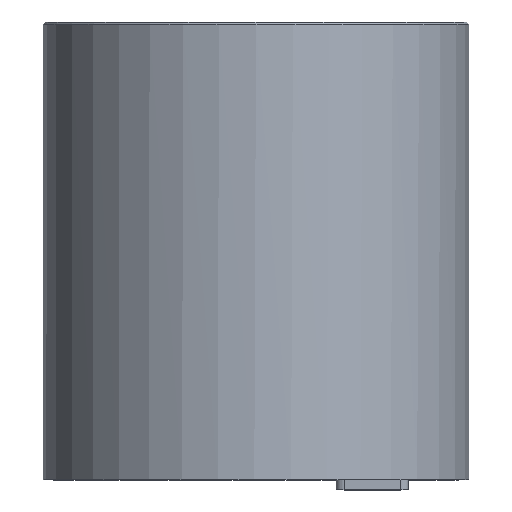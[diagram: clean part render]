
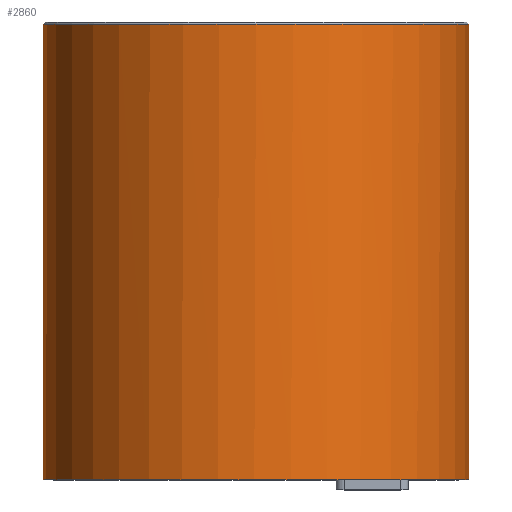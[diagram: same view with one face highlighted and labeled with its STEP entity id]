
A CAD part, top view. The second image highlights one B-rep face of the part: STEP entity #2860.
In plain terms, the highlighted cylindrical face has radius 53 mm (diameter 106 mm), a full revolution.
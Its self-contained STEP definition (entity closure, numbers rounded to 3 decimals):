
#285=FACE_OUTER_BOUND('',#459,.T.);
#459=EDGE_LOOP('',(#2480,#2481,#2482,#2483,#2484,#2485,#2486,#2487,#2488,
#2489));
#654=B_SPLINE_CURVE_WITH_KNOTS('',3,(#5424,#5425,#5426,#5427,#5428,#5429),
 .UNSPECIFIED.,.F.,.F.,(4,2,4),(1.545,1.643,1.752),
 .UNSPECIFIED.);
#655=B_SPLINE_CURVE_WITH_KNOTS('',3,(#5433,#5434,#5435,#5436,#5437,#5438),
 .UNSPECIFIED.,.F.,.F.,(4,2,4),(1.752,1.862,1.96),
 .UNSPECIFIED.);
#670=CIRCLE('',#2965,53.);
#671=CIRCLE('',#2966,53.);
#676=CIRCLE('',#2973,53.);
#678=CIRCLE('',#2977,53.);
#881=LINE('',#5420,#1104);
#882=LINE('',#5422,#1105);
#883=LINE('',#5439,#1106);
#1104=VECTOR('',#3357,53.);
#1105=VECTOR('',#3358,10.);
#1106=VECTOR('',#3361,10.);
#1376=VERTEX_POINT('',#5380);
#1377=VERTEX_POINT('',#5382);
#1378=VERTEX_POINT('',#5384);
#1381=VERTEX_POINT('',#5413);
#1383=VERTEX_POINT('',#5421);
#1384=VERTEX_POINT('',#5423);
#1385=VERTEX_POINT('',#5430);
#1386=VERTEX_POINT('',#5432);
#1749=EDGE_CURVE('',#1377,#1376,#670,.T.);
#1750=EDGE_CURVE('',#1378,#1377,#671,.T.);
#1758=EDGE_CURVE('',#1381,#1381,#676,.T.);
#1760=EDGE_CURVE('',#1381,#1377,#881,.T.);
#1761=EDGE_CURVE('',#1376,#1383,#882,.T.);
#1762=EDGE_CURVE('',#1384,#1383,#654,.T.);
#1763=EDGE_CURVE('',#1384,#1385,#678,.T.);
#1764=EDGE_CURVE('',#1386,#1385,#655,.T.);
#1765=EDGE_CURVE('',#1378,#1386,#883,.T.);
#2480=ORIENTED_EDGE('',*,*,#1758,.F.);
#2481=ORIENTED_EDGE('',*,*,#1760,.T.);
#2482=ORIENTED_EDGE('',*,*,#1749,.T.);
#2483=ORIENTED_EDGE('',*,*,#1761,.T.);
#2484=ORIENTED_EDGE('',*,*,#1762,.F.);
#2485=ORIENTED_EDGE('',*,*,#1763,.T.);
#2486=ORIENTED_EDGE('',*,*,#1764,.F.);
#2487=ORIENTED_EDGE('',*,*,#1765,.F.);
#2488=ORIENTED_EDGE('',*,*,#1750,.T.);
#2489=ORIENTED_EDGE('',*,*,#1760,.F.);
#2733=CYLINDRICAL_SURFACE('',#2976,53.);
#2860=ADVANCED_FACE('',(#285),#2733,.T.);
#2965=AXIS2_PLACEMENT_3D('',#5383,#3331,#3332);
#2966=AXIS2_PLACEMENT_3D('',#5385,#3333,#3334);
#2973=AXIS2_PLACEMENT_3D('',#5415,#3349,#3350);
#2976=AXIS2_PLACEMENT_3D('',#5419,#3355,#3356);
#2977=AXIS2_PLACEMENT_3D('',#5431,#3359,#3360);
#3331=DIRECTION('center_axis',(0.,1.,0.));
#3332=DIRECTION('ref_axis',(1.,0.,0.));
#3333=DIRECTION('center_axis',(0.,1.,0.));
#3334=DIRECTION('ref_axis',(1.,0.,0.));
#3349=DIRECTION('center_axis',(0.,1.,0.));
#3350=DIRECTION('ref_axis',(1.,0.,0.));
#3355=DIRECTION('center_axis',(0.,1.,0.));
#3356=DIRECTION('ref_axis',(1.,0.,0.));
#3357=DIRECTION('',(0.,-1.,0.));
#3358=DIRECTION('',(0.,1.,0.));
#3359=DIRECTION('center_axis',(0.,1.,0.));
#3360=DIRECTION('ref_axis',(1.,0.,0.));
#3361=DIRECTION('',(0.,1.,0.));
#5380=CARTESIAN_POINT('',(10.397,-4.,-51.97));
#5382=CARTESIAN_POINT('',(-53.,-4.,0.));
#5383=CARTESIAN_POINT('Origin',(0.,-4.,0.));
#5384=CARTESIAN_POINT('',(-10.397,-4.,-51.97));
#5385=CARTESIAN_POINT('Origin',(0.,-4.,0.));
#5413=CARTESIAN_POINT('',(-53.,109.5,0.));
#5415=CARTESIAN_POINT('Origin',(0.,109.5,0.));
#5419=CARTESIAN_POINT('Origin',(0.,0.,0.));
#5420=CARTESIAN_POINT('',(-53.,0.,0.));
#5421=CARTESIAN_POINT('',(10.397,84.5,-51.97));
#5422=CARTESIAN_POINT('',(10.397,0.,-51.97));
#5423=CARTESIAN_POINT('',(8.672,85.,-52.286));
#5424=CARTESIAN_POINT('Ctrl Pts',(8.672,85.,-52.286));
#5425=CARTESIAN_POINT('Ctrl Pts',(8.913,84.871,-52.246));
#5426=CARTESIAN_POINT('Ctrl Pts',(9.161,84.756,-52.203));
#5427=CARTESIAN_POINT('Ctrl Pts',(9.722,84.568,-52.101));
#5428=CARTESIAN_POINT('Ctrl Pts',(10.039,84.5,-52.042));
#5429=CARTESIAN_POINT('Ctrl Pts',(10.397,84.5,-51.97));
#5430=CARTESIAN_POINT('',(-8.672,85.,-52.286));
#5431=CARTESIAN_POINT('Origin',(0.,85.,0.));
#5432=CARTESIAN_POINT('',(-10.397,84.5,-51.97));
#5433=CARTESIAN_POINT('Ctrl Pts',(-10.397,84.5,-51.97));
#5434=CARTESIAN_POINT('Ctrl Pts',(-10.039,84.5,-52.042));
#5435=CARTESIAN_POINT('Ctrl Pts',(-9.722,84.568,-52.101));
#5436=CARTESIAN_POINT('Ctrl Pts',(-9.161,84.756,-52.203));
#5437=CARTESIAN_POINT('Ctrl Pts',(-8.913,84.871,-52.246));
#5438=CARTESIAN_POINT('Ctrl Pts',(-8.672,85.,-52.286));
#5439=CARTESIAN_POINT('',(-10.397,0.,-51.97));
